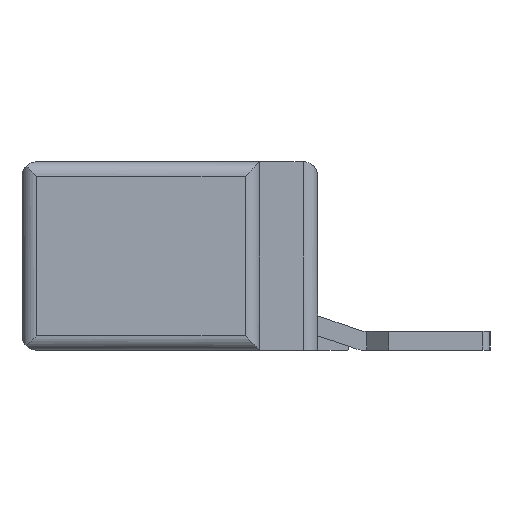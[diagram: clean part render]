
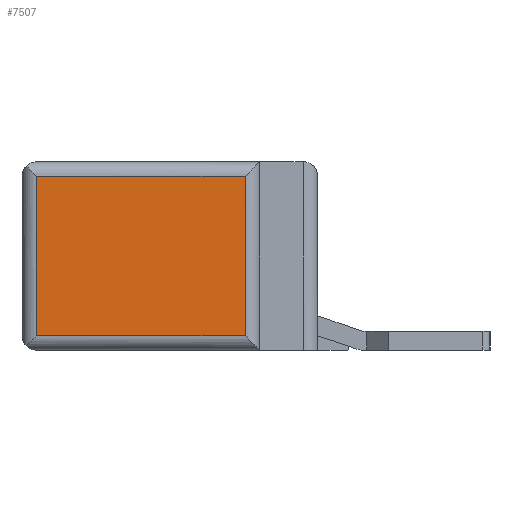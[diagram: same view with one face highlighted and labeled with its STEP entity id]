
A CAD part, left-side view. The second image highlights one B-rep face of the part: STEP entity #7507.
In plain terms, the highlighted planar face has unit normal (-1, 0, 0).
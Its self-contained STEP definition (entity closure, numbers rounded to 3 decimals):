
#367 = CYLINDRICAL_SURFACE('',#368,1.);
#368 = AXIS2_PLACEMENT_3D('',#369,#370,#371);
#369 = CARTESIAN_POINT('',(-64.75,-90.,-5.5));
#370 = DIRECTION('',(0.,1.,0.));
#371 = DIRECTION('',(1.,0.,0.));
#5268 = CYLINDRICAL_SURFACE('',#5269,1.);
#5269 = AXIS2_PLACEMENT_3D('',#5270,#5271,#5272);
#5270 = CARTESIAN_POINT('',(-64.75,-90.,5.5));
#5271 = DIRECTION('',(0.,1.,0.));
#5272 = DIRECTION('',(1.,0.,0.));
#5867 = CYLINDRICAL_SURFACE('',#5868,1.);
#5868 = AXIS2_PLACEMENT_3D('',#5869,#5870,#5871);
#5869 = CARTESIAN_POINT('',(-64.75,5.,-6.5));
#5870 = DIRECTION('',(0.,0.,1.));
#5871 = DIRECTION('',(1.,0.,0.));
#5886 = VERTEX_POINT('',#5887);
#5887 = CARTESIAN_POINT('',(-65.75,5.,5.5));
#6002 = EDGE_CURVE('',#6003,#5886,#6005,.T.);
#6003 = VERTEX_POINT('',#6004);
#6004 = CARTESIAN_POINT('',(-65.75,5.,-5.5));
#6005 = SURFACE_CURVE('',#6006,(#6010,#6017),.PCURVE_S1.);
#6006 = LINE('',#6007,#6008);
#6007 = CARTESIAN_POINT('',(-65.75,5.,-5.5));
#6008 = VECTOR('',#6009,1.);
#6009 = DIRECTION('',(0.,0.,1.));
#6010 = PCURVE('',#5867,#6011);
#6011 = DEFINITIONAL_REPRESENTATION('',(#6012),#6016);
#6012 = LINE('',#6013,#6014);
#6013 = CARTESIAN_POINT('',(3.142,1.));
#6014 = VECTOR('',#6015,1.);
#6015 = DIRECTION('',(0.,1.));
#6016 = ( GEOMETRIC_REPRESENTATION_CONTEXT(2) 
PARAMETRIC_REPRESENTATION_CONTEXT() REPRESENTATION_CONTEXT('2D SPACE',''
  ) );
#6017 = PCURVE('',#6018,#6023);
#6018 = PLANE('',#6019);
#6019 = AXIS2_PLACEMENT_3D('',#6020,#6021,#6022);
#6020 = CARTESIAN_POINT('',(-65.75,19.4,-6.5));
#6021 = DIRECTION('',(-1.,0.,0.));
#6022 = DIRECTION('',(0.,-1.,0.));
#6023 = DEFINITIONAL_REPRESENTATION('',(#6024),#6028);
#6024 = LINE('',#6025,#6026);
#6025 = CARTESIAN_POINT('',(14.4,1.));
#6026 = VECTOR('',#6027,1.);
#6027 = DIRECTION('',(0.,1.));
#6028 = ( GEOMETRIC_REPRESENTATION_CONTEXT(2) 
PARAMETRIC_REPRESENTATION_CONTEXT() REPRESENTATION_CONTEXT('2D SPACE',''
  ) );
#6150 = EDGE_CURVE('',#6003,#6151,#6153,.T.);
#6151 = VERTEX_POINT('',#6152);
#6152 = CARTESIAN_POINT('',(-65.75,19.4,-5.5));
#6153 = SURFACE_CURVE('',#6154,(#6158,#6165),.PCURVE_S1.);
#6154 = LINE('',#6155,#6156);
#6155 = CARTESIAN_POINT('',(-65.75,5.,-5.5));
#6156 = VECTOR('',#6157,1.);
#6157 = DIRECTION('',(0.,1.,0.));
#6158 = PCURVE('',#367,#6159);
#6159 = DEFINITIONAL_REPRESENTATION('',(#6160),#6164);
#6160 = LINE('',#6161,#6162);
#6161 = CARTESIAN_POINT('',(3.142,95.));
#6162 = VECTOR('',#6163,1.);
#6163 = DIRECTION('',(0.,1.));
#6164 = ( GEOMETRIC_REPRESENTATION_CONTEXT(2) 
PARAMETRIC_REPRESENTATION_CONTEXT() REPRESENTATION_CONTEXT('2D SPACE',''
  ) );
#6165 = PCURVE('',#6018,#6166);
#6166 = DEFINITIONAL_REPRESENTATION('',(#6167),#6171);
#6167 = LINE('',#6168,#6169);
#6168 = CARTESIAN_POINT('',(14.4,1.));
#6169 = VECTOR('',#6170,1.);
#6170 = DIRECTION('',(-1.,0.));
#6171 = ( GEOMETRIC_REPRESENTATION_CONTEXT(2) 
PARAMETRIC_REPRESENTATION_CONTEXT() REPRESENTATION_CONTEXT('2D SPACE',''
  ) );
#6214 = CYLINDRICAL_SURFACE('',#6215,1.);
#6215 = AXIS2_PLACEMENT_3D('',#6216,#6217,#6218);
#6216 = CARTESIAN_POINT('',(-64.75,19.4,-6.5));
#6217 = DIRECTION('',(0.,0.,1.));
#6218 = DIRECTION('',(1.,0.,0.));
#7417 = VERTEX_POINT('',#7418);
#7418 = CARTESIAN_POINT('',(-65.75,19.4,5.5));
#7486 = EDGE_CURVE('',#5886,#7417,#7487,.T.);
#7487 = SURFACE_CURVE('',#7488,(#7492,#7499),.PCURVE_S1.);
#7488 = LINE('',#7489,#7490);
#7489 = CARTESIAN_POINT('',(-65.75,5.,5.5));
#7490 = VECTOR('',#7491,1.);
#7491 = DIRECTION('',(0.,1.,0.));
#7492 = PCURVE('',#5268,#7493);
#7493 = DEFINITIONAL_REPRESENTATION('',(#7494),#7498);
#7494 = LINE('',#7495,#7496);
#7495 = CARTESIAN_POINT('',(3.142,95.));
#7496 = VECTOR('',#7497,1.);
#7497 = DIRECTION('',(0.,1.));
#7498 = ( GEOMETRIC_REPRESENTATION_CONTEXT(2) 
PARAMETRIC_REPRESENTATION_CONTEXT() REPRESENTATION_CONTEXT('2D SPACE',''
  ) );
#7499 = PCURVE('',#6018,#7500);
#7500 = DEFINITIONAL_REPRESENTATION('',(#7501),#7505);
#7501 = LINE('',#7502,#7503);
#7502 = CARTESIAN_POINT('',(14.4,12.));
#7503 = VECTOR('',#7504,1.);
#7504 = DIRECTION('',(-1.,0.));
#7505 = ( GEOMETRIC_REPRESENTATION_CONTEXT(2) 
PARAMETRIC_REPRESENTATION_CONTEXT() REPRESENTATION_CONTEXT('2D SPACE',''
  ) );
#7507 = ADVANCED_FACE('',(#7508),#6018,.T.);
#7508 = FACE_BOUND('',#7509,.F.);
#7509 = EDGE_LOOP('',(#7510,#7511,#7532,#7533));
#7510 = ORIENTED_EDGE('',*,*,#6150,.T.);
#7511 = ORIENTED_EDGE('',*,*,#7512,.T.);
#7512 = EDGE_CURVE('',#6151,#7417,#7513,.T.);
#7513 = SURFACE_CURVE('',#7514,(#7518,#7525),.PCURVE_S1.);
#7514 = LINE('',#7515,#7516);
#7515 = CARTESIAN_POINT('',(-65.75,19.4,-5.5));
#7516 = VECTOR('',#7517,1.);
#7517 = DIRECTION('',(0.,0.,1.));
#7518 = PCURVE('',#6018,#7519);
#7519 = DEFINITIONAL_REPRESENTATION('',(#7520),#7524);
#7520 = LINE('',#7521,#7522);
#7521 = CARTESIAN_POINT('',(0.,1.));
#7522 = VECTOR('',#7523,1.);
#7523 = DIRECTION('',(0.,1.));
#7524 = ( GEOMETRIC_REPRESENTATION_CONTEXT(2) 
PARAMETRIC_REPRESENTATION_CONTEXT() REPRESENTATION_CONTEXT('2D SPACE',''
  ) );
#7525 = PCURVE('',#6214,#7526);
#7526 = DEFINITIONAL_REPRESENTATION('',(#7527),#7531);
#7527 = LINE('',#7528,#7529);
#7528 = CARTESIAN_POINT('',(3.142,1.));
#7529 = VECTOR('',#7530,1.);
#7530 = DIRECTION('',(0.,1.));
#7531 = ( GEOMETRIC_REPRESENTATION_CONTEXT(2) 
PARAMETRIC_REPRESENTATION_CONTEXT() REPRESENTATION_CONTEXT('2D SPACE',''
  ) );
#7532 = ORIENTED_EDGE('',*,*,#7486,.F.);
#7533 = ORIENTED_EDGE('',*,*,#6002,.F.);
